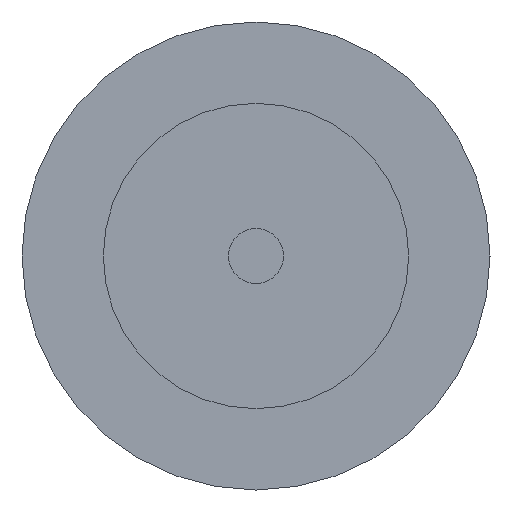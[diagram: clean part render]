
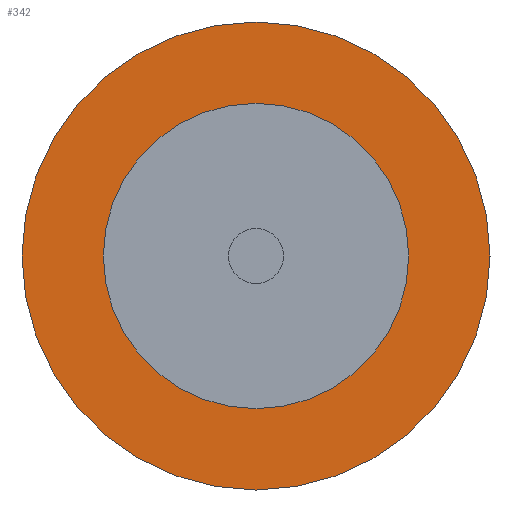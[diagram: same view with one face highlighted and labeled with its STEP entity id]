
A CAD part, left-side view. The second image highlights one B-rep face of the part: STEP entity #342.
In plain terms, the highlighted planar face has unit normal (-1, 0, 0).
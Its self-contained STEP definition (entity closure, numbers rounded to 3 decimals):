
#1=CARTESIAN_POINT('',(-4.45,0.,0.));
#2=DIRECTION('',(1.,0.,0.));
#3=DIRECTION('',(0.,-1.,0.));
#4=AXIS2_PLACEMENT_3D('',#1,#2,#3);
#6=CARTESIAN_POINT('',(-4.45,0.,0.));
#7=DIRECTION('',(1.,0.,0.));
#8=DIRECTION('',(0.,1.,0.));
#9=AXIS2_PLACEMENT_3D('',#6,#7,#8);
#11=CARTESIAN_POINT('',(-4.45,0.,0.));
#12=DIRECTION('',(-1.,0.,0.));
#13=DIRECTION('',(0.,-1.,0.));
#14=AXIS2_PLACEMENT_3D('',#11,#12,#13);
#16=CARTESIAN_POINT('',(-4.45,0.,0.));
#17=DIRECTION('',(-1.,0.,0.));
#18=DIRECTION('',(0.,1.,0.));
#19=AXIS2_PLACEMENT_3D('',#16,#17,#18);
#253=CARTESIAN_POINT('',(-4.45,-4.25,0.));
#254=CARTESIAN_POINT('',(-4.45,4.25,0.));
#255=VERTEX_POINT('',#253);
#256=VERTEX_POINT('',#254);
#273=CARTESIAN_POINT('',(-4.45,-2.773,0.));
#274=CARTESIAN_POINT('',(-4.45,2.773,0.));
#275=VERTEX_POINT('',#273);
#276=VERTEX_POINT('',#274);
#325=CARTESIAN_POINT('',(-4.45,0.,0.));
#326=DIRECTION('',(1.,0.,0.));
#327=DIRECTION('',(0.,-1.,0.));
#328=AXIS2_PLACEMENT_3D('',#325,#326,#327);
#329=PLANE('',#328);
#331=ORIENTED_EDGE('',*,*,#330,.T.);
#333=ORIENTED_EDGE('',*,*,#332,.T.);
#334=EDGE_LOOP('',(#331,#333));
#335=FACE_OUTER_BOUND('',#334,.F.);
#337=ORIENTED_EDGE('',*,*,#336,.T.);
#339=ORIENTED_EDGE('',*,*,#338,.T.);
#340=EDGE_LOOP('',(#337,#339));
#341=FACE_BOUND('',#340,.F.);
#342=ADVANCED_FACE('',(#335,#341),#329,.F.);
#5=CIRCLE('',#4,4.25);
#10=CIRCLE('',#9,4.25);
#15=CIRCLE('',#14,2.773);
#20=CIRCLE('',#19,2.773);
#330=EDGE_CURVE('',#255,#256,#5,.T.);
#332=EDGE_CURVE('',#256,#255,#10,.T.);
#336=EDGE_CURVE('',#275,#276,#15,.T.);
#338=EDGE_CURVE('',#276,#275,#20,.T.);
